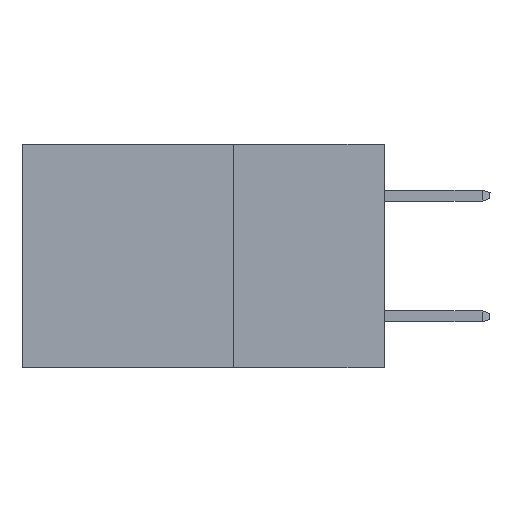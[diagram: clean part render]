
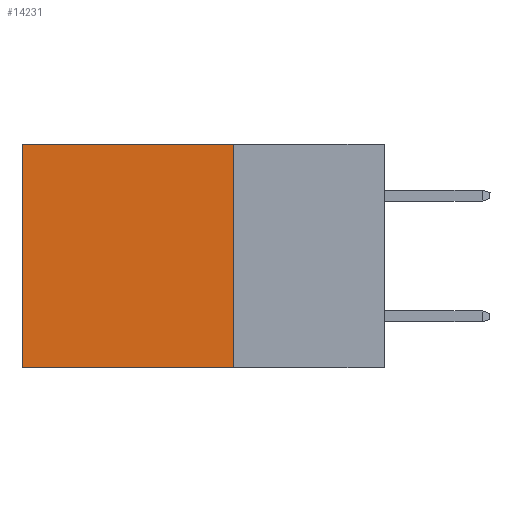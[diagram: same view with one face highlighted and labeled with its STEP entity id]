
A CAD part, left-side view. The second image highlights one B-rep face of the part: STEP entity #14231.
In plain terms, the highlighted planar face has unit normal (-1, 0, 0).
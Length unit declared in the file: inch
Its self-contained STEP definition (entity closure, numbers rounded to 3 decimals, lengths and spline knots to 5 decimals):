
#148 = DIRECTION ( 'NONE',  ( 1., 0., 0. ) ) ;
#1195 = CARTESIAN_POINT ( 'NONE',  ( 0.298, 0.6, 0. ) ) ;
#1351 = VERTEX_POINT ( 'NONE', #1985 ) ;
#1427 = CARTESIAN_POINT ( 'NONE',  ( 0.298, 0.25, 0. ) ) ;
#1867 = EDGE_CURVE ( 'NONE', #1351, #8131, #3976, .T. ) ;
#1985 = CARTESIAN_POINT ( 'NONE',  ( 0.298, 0.25, 0. ) ) ;
#2447 = CARTESIAN_POINT ( 'NONE',  ( 0.298, 0.25, -0.37 ) ) ;
#2533 = DIRECTION ( 'NONE',  ( 0., 0., -1. ) ) ;
#2734 = CARTESIAN_POINT ( 'NONE',  ( 0.298, 0.6, 0. ) ) ;
#2941 = CARTESIAN_POINT ( 'NONE',  ( 0.298, 0.25, -0.37 ) ) ;
#2974 = VECTOR ( 'NONE', #8485, 39.37008 ) ;
#3121 = EDGE_LOOP ( 'NONE', ( #12496, #5094, #7844, #6810 ) ) ;
#3331 = PLANE ( 'NONE',  #8681 ) ;
#3689 = LINE ( 'NONE', #2734, #4607 ) ;
#3976 = LINE ( 'NONE', #8697, #2974 ) ;
#4086 = VECTOR ( 'NONE', #6051, 39.37008 ) ;
#4607 = VECTOR ( 'NONE', #2533, 39.37008 ) ;
#5094 = ORIENTED_EDGE ( 'NONE', *, *, #12613, .F. ) ;
#5559 = LINE ( 'NONE', #2447, #4086 ) ;
#5791 = CARTESIAN_POINT ( 'NONE',  ( 0.298, 0.6, -0.37 ) ) ;
#6051 = DIRECTION ( 'NONE',  ( 0., 1., 0. ) ) ;
#6757 = DIRECTION ( 'NONE',  ( 0., 0., -1. ) ) ;
#6810 = ORIENTED_EDGE ( 'NONE', *, *, #14554, .T. ) ;
#7844 = ORIENTED_EDGE ( 'NONE', *, *, #1867, .F. ) ;
#8131 = VERTEX_POINT ( 'NONE', #2941 ) ;
#8485 = DIRECTION ( 'NONE',  ( 0., 0., -1. ) ) ;
#8681 = AXIS2_PLACEMENT_3D ( 'NONE', #9736, #148, #6757 ) ;
#8697 = CARTESIAN_POINT ( 'NONE',  ( 0.298, 0.25, 0. ) ) ;
#9720 = LINE ( 'NONE', #1427, #14058 ) ;
#9736 = CARTESIAN_POINT ( 'NONE',  ( 0.298, 0.25, 0. ) ) ;
#11186 = DIRECTION ( 'NONE',  ( 0., 1., 0. ) ) ;
#11413 = FACE_OUTER_BOUND ( 'NONE', #3121, .T. ) ;
#12463 = VERTEX_POINT ( 'NONE', #5791 ) ;
#12496 = ORIENTED_EDGE ( 'NONE', *, *, #13369, .T. ) ;
#12613 = EDGE_CURVE ( 'NONE', #8131, #12463, #5559, .T. ) ;
#13245 = VERTEX_POINT ( 'NONE', #1195 ) ;
#13369 = EDGE_CURVE ( 'NONE', #13245, #12463, #3689, .T. ) ;
#14058 = VECTOR ( 'NONE', #11186, 39.37008 ) ;
#14231 = ADVANCED_FACE ( 'NONE', ( #11413 ), #3331, .F. ) ;
#14554 = EDGE_CURVE ( 'NONE', #1351, #13245, #9720, .T. ) ;
